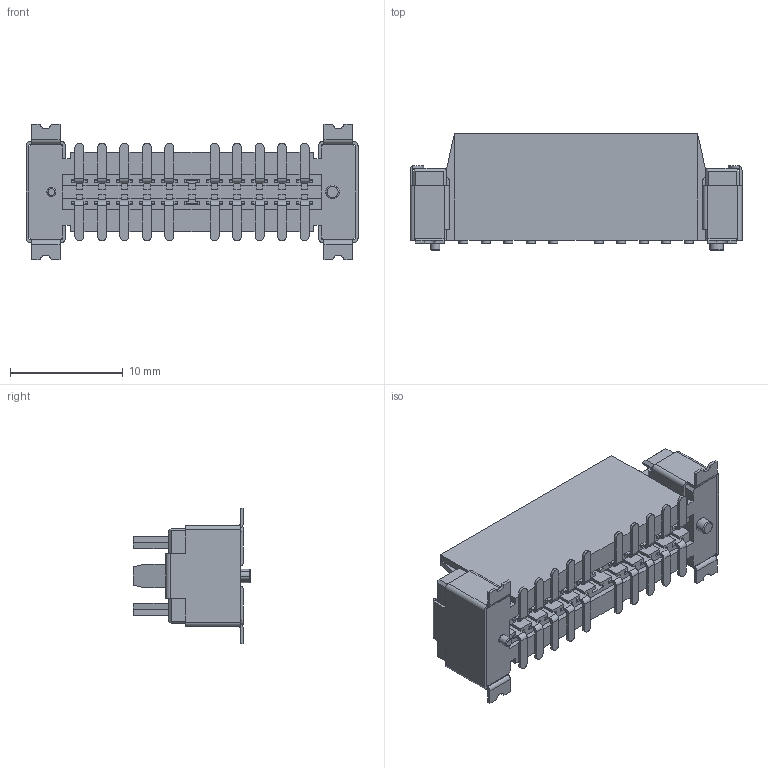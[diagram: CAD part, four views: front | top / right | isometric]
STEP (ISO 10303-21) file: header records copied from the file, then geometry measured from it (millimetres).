
FILE_DESCRIPTION (( 'STEP AP214' ), '1' );
FILE_NAME ('FBB20002-M20S3013W5M-REF.STEP', '2024-12-31T08:53:24', ( '' ), ( '' ), 'SwSTEP 2.0', 'SolidWorks 2021', '' );
FILE_SCHEMA (( 'AUTOMOTIVE_DESIGN' ));
Length unit declared in the file: millimetre
Products named in the file (1): FBB20002-M20S3013W5M-REF
Bounding box: 29.51 x 10.4 x 12.04 mm (x, y, z)
Volume: 1439.9 mm3; surface area: 2952.8 mm2
Topology: 1 solids, 1 shells, 991 faces, 3250 edges, 2132 vertices
Faces by surface type: plane 883, cylinder 104, torus 4
Entity records: 35222 total; most frequent: ORIENTED_EDGE 6500, CARTESIAN_POINT 6390, DIRECTION 5454, EDGE_CURVE 3250, LINE 3022, VECTOR 3022, VERTEX_POINT 2132, AXIS2_PLACEMENT_3D 1216
